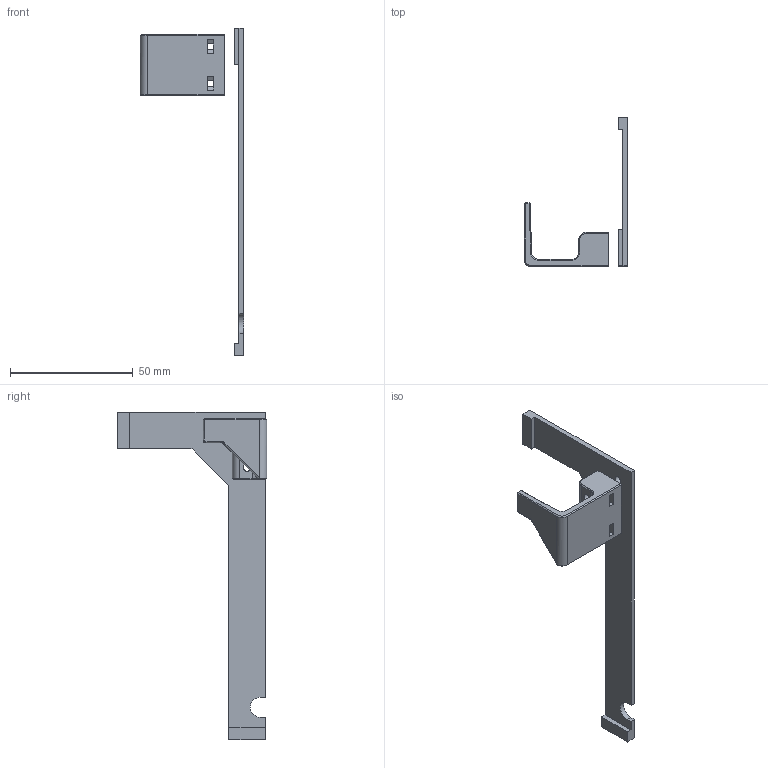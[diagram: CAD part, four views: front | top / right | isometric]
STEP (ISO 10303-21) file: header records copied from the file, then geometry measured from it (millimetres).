
FILE_DESCRIPTION(/* description */ (''),/* implementation_level */ '2;1');
FILE_NAME(/* name */ 'Lever Dock Back.step',/* time_stamp */ '2020-03-21T11:04:12+11:00',/* author */ (''),/* organization */ (''),/* preprocessor_version */ 'ST-DEVELOPER v18',/* originating_system */ 'Autodesk Translation Framework v8.12.0.6',/* authorisation */ '');
FILE_SCHEMA (('AUTOMOTIVE_DESIGN { 1 0 10303 214 3 1 1 }'));
Length unit declared in the file: millimetre
Products named in the file (4): Lever Dock Back; Component156; Component158; Component159
Assembly tree (3 placements, depth 3):
  Lever Dock Back
    Component156
      Component158
      Component159
Bounding box: 42.35 x 61 x 133.7 mm (x, y, z)
Volume: 12119.2 mm3; surface area: 10434.6 mm2
Topology: 2 solids, 2 shells, 113 faces, 293 edges, 184 vertices
Faces by surface type: plane 56, bspline 29, cylinder 19, cone 9
Full cylindrical faces by diameter (mm): 3.1 x2, 3.3 x4
Entity records: 5230 total; most frequent: CARTESIAN_POINT 2467, ORIENTED_EDGE 586, DIRECTION 498, EDGE_CURVE 293, VERTEX_POINT 184, LINE 174, VECTOR 174, AXIS2_PLACEMENT_3D 162
